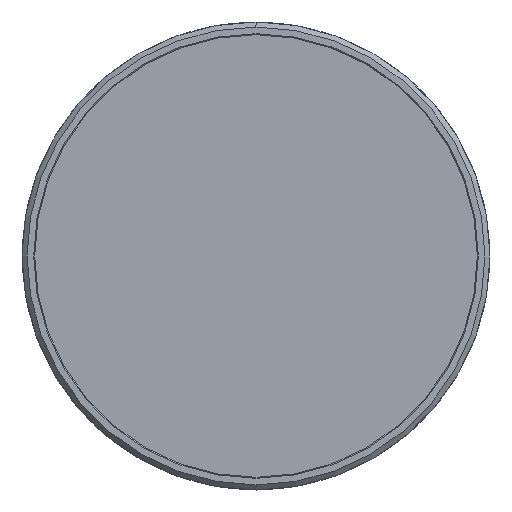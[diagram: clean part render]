
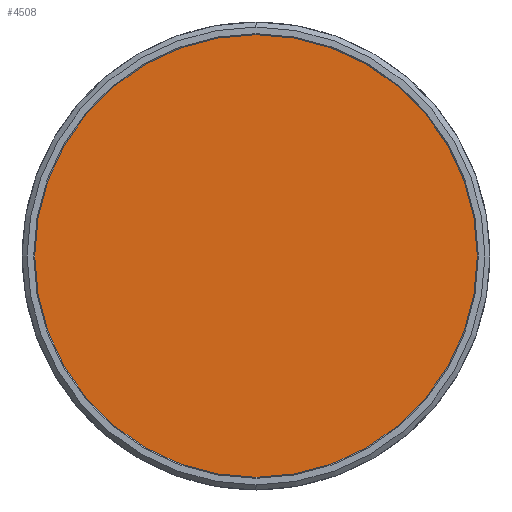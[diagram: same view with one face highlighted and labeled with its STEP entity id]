
A CAD part, left-side view. The second image highlights one B-rep face of the part: STEP entity #4508.
In plain terms, the highlighted planar face has unit normal (-1, 0, 0).
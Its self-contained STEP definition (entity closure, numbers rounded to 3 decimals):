
#38 = CIRCLE ( 'NONE', #4444, 108.75 ) ;
#49 = CARTESIAN_POINT ( 'NONE',  ( 5.154, -110.055, 110.055 ) ) ;
#657 = AXIS2_PLACEMENT_3D ( 'NONE', #49, #3450, #5728 ) ;
#1635 = ORIENTED_EDGE ( 'NONE', *, *, #5155, .F. ) ;
#1751 = VERTEX_POINT ( 'NONE', #5840 ) ;
#1826 = DIRECTION ( 'NONE',  ( 0., 0., 1. ) ) ;
#1988 = AXIS2_PLACEMENT_3D ( 'NONE', #2919, #4625, #1826 ) ;
#2481 = CARTESIAN_POINT ( 'NONE',  ( 5.154, 0., 0. ) ) ;
#2919 = CARTESIAN_POINT ( 'NONE',  ( 5.154, 0., 0. ) ) ;
#3450 = DIRECTION ( 'NONE',  ( 1., 0., 0. ) ) ;
#3474 = PLANE ( 'NONE',  #657 ) ;
#4152 = DIRECTION ( 'NONE',  ( 1., 0., 0. ) ) ;
#4384 = EDGE_LOOP ( 'NONE', ( #5826, #1635 ) ) ;
#4444 = AXIS2_PLACEMENT_3D ( 'NONE', #2481, #4152, #6970 ) ;
#4508 = ADVANCED_FACE ( 'NONE', ( #7244 ), #3474, .F. ) ;
#4625 = DIRECTION ( 'NONE',  ( 1., 0., 0. ) ) ;
#5155 = EDGE_CURVE ( 'NONE', #6292, #1751, #6790, .T. ) ;
#5728 = DIRECTION ( 'NONE',  ( 0., 0., -1. ) ) ;
#5774 = CARTESIAN_POINT ( 'NONE',  ( 5.154, 0., -108.75 ) ) ;
#5826 = ORIENTED_EDGE ( 'NONE', *, *, #6610, .F. ) ;
#5840 = CARTESIAN_POINT ( 'NONE',  ( 5.154, 0., 108.75 ) ) ;
#6292 = VERTEX_POINT ( 'NONE', #5774 ) ;
#6610 = EDGE_CURVE ( 'NONE', #1751, #6292, #38, .T. ) ;
#6790 = CIRCLE ( 'NONE', #1988, 108.75 ) ;
#6970 = DIRECTION ( 'NONE',  ( 0., 0., 1. ) ) ;
#7244 = FACE_OUTER_BOUND ( 'NONE', #4384, .T. ) ;
